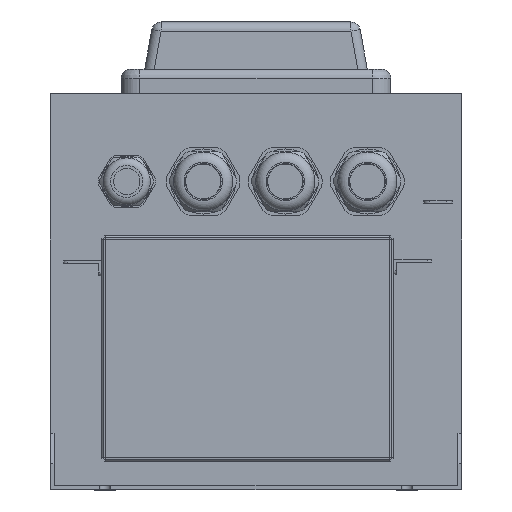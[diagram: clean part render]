
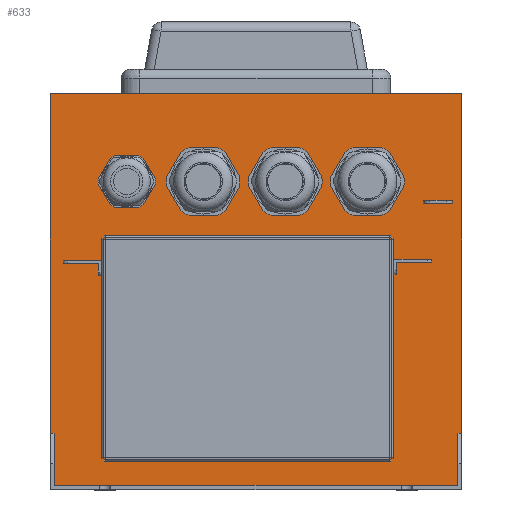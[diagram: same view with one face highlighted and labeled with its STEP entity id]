
A CAD part, front view. The second image highlights one B-rep face of the part: STEP entity #633.
In plain terms, the highlighted planar face has unit normal (0, -1, 0).
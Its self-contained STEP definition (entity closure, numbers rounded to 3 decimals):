
#633=ADVANCED_FACE('',(#4643,#4645,#4647,#4649),#4651,.T.);
#4643=FACE_BOUND('',#4644,.T.);
#4644=EDGE_LOOP('',(#18536,#18537,#18538,#18539,#18540,#18541,#18542,#18543));
#4645=FACE_BOUND('',#4646,.T.);
#4646=EDGE_LOOP('',(#18544,#18545,#18546,#18547,#18548,#18549));
#4647=FACE_BOUND('',#4648,.T.);
#4648=EDGE_LOOP('',(#18550,#18551,#18552,#18553,#18554,#18555));
#4649=FACE_BOUND('',#4650,.T.);
#4650=EDGE_LOOP('',(#18556,#18557,#18558,#18559));
#4651=PLANE('',#4652);
#4652=AXIS2_PLACEMENT_3D('',#4653,#4654,#4655);
#4653=CARTESIAN_POINT('',(0.,-254.5,210.));
#4654=DIRECTION('',(0.,-1.,0.));
#4655=DIRECTION('',(0.,0.,-1.));
#18536=ORIENTED_EDGE('',*,*,#23008,.T.);
#18537=ORIENTED_EDGE('',*,*,#23038,.T.);
#18538=ORIENTED_EDGE('',*,*,#23030,.T.);
#18539=ORIENTED_EDGE('',*,*,#23027,.T.);
#18540=ORIENTED_EDGE('',*,*,#23039,.F.);
#18541=ORIENTED_EDGE('',*,*,#23040,.F.);
#18542=ORIENTED_EDGE('',*,*,#23035,.F.);
#18543=ORIENTED_EDGE('',*,*,#23007,.T.);
#18544=ORIENTED_EDGE('',*,*,#22930,.T.);
#18545=ORIENTED_EDGE('',*,*,#22932,.T.);
#18546=ORIENTED_EDGE('',*,*,#22898,.T.);
#18547=ORIENTED_EDGE('',*,*,#22918,.T.);
#18548=ORIENTED_EDGE('',*,*,#22934,.T.);
#18549=ORIENTED_EDGE('',*,*,#22935,.T.);
#18550=ORIENTED_EDGE('',*,*,#22913,.T.);
#18551=ORIENTED_EDGE('',*,*,#22936,.T.);
#18552=ORIENTED_EDGE('',*,*,#22927,.T.);
#18553=ORIENTED_EDGE('',*,*,#22938,.T.);
#18554=ORIENTED_EDGE('',*,*,#22939,.T.);
#18555=ORIENTED_EDGE('',*,*,#22909,.T.);
#18556=ORIENTED_EDGE('',*,*,#22953,.T.);
#18557=ORIENTED_EDGE('',*,*,#22947,.T.);
#18558=ORIENTED_EDGE('',*,*,#22956,.T.);
#18559=ORIENTED_EDGE('',*,*,#22957,.T.);
#22898=EDGE_CURVE('',#25214,#25212,#25215,.T.);
#22909=EDGE_CURVE('',#25234,#25232,#25235,.T.);
#22913=EDGE_CURVE('',#25232,#25239,#25241,.T.);
#22918=EDGE_CURVE('',#25212,#25247,#25249,.T.);
#22927=EDGE_CURVE('',#25264,#25262,#25265,.T.);
#22930=EDGE_CURVE('',#25269,#25267,#25270,.T.);
#22932=EDGE_CURVE('',#25267,#25214,#25272,.T.);
#22934=EDGE_CURVE('',#25247,#25273,#25275,.T.);
#22935=EDGE_CURVE('',#25273,#25269,#25276,.T.);
#22936=EDGE_CURVE('',#25239,#25264,#25277,.T.);
#22938=EDGE_CURVE('',#25262,#25278,#25280,.T.);
#22939=EDGE_CURVE('',#25278,#25234,#25281,.T.);
#22947=EDGE_CURVE('',#25296,#25294,#25297,.T.);
#22953=EDGE_CURVE('',#25305,#25296,#25306,.T.);
#22956=EDGE_CURVE('',#25294,#25308,#25310,.T.);
#22957=EDGE_CURVE('',#25308,#25305,#25311,.T.);
#23007=EDGE_CURVE('',#25393,#25395,#25397,.T.);
#23008=EDGE_CURVE('',#25395,#25398,#25399,.T.);
#23027=EDGE_CURVE('',#25431,#25429,#25432,.T.);
#23030=EDGE_CURVE('',#25434,#25431,#25436,.T.);
#23035=EDGE_CURVE('',#25393,#25443,#25444,.T.);
#23038=EDGE_CURVE('',#25398,#25434,#25447,.T.);
#23039=EDGE_CURVE('',#25448,#25429,#25449,.T.);
#23040=EDGE_CURVE('',#25443,#25448,#25450,.T.);
#25212=VERTEX_POINT('',#29074);
#25214=VERTEX_POINT('',#29078);
#25215=LINE('',#29079,#29080);
#25232=VERTEX_POINT('',#29118);
#25234=VERTEX_POINT('',#29122);
#25235=LINE('',#29123,#29124);
#25239=VERTEX_POINT('',#29133);
#25241=LINE('',#29137,#29138);
#25247=VERTEX_POINT('',#29153);
#25249=LINE('',#29157,#29158);
#25262=VERTEX_POINT('',#29188);
#25264=VERTEX_POINT('',#29192);
#25265=LINE('',#29193,#29194);
#25267=VERTEX_POINT('',#29199);
#25269=VERTEX_POINT('',#29203);
#25270=LINE('',#29204,#29205);
#25272=LINE('',#29210,#29211);
#25273=VERTEX_POINT('',#29213);
#25275=LINE('',#29217,#29218);
#25276=LINE('',#29220,#29221);
#25277=LINE('',#29223,#29224);
#25278=VERTEX_POINT('',#29226);
#25280=LINE('',#29230,#29231);
#25281=LINE('',#29233,#29234);
#25294=VERTEX_POINT('',#29263);
#25296=VERTEX_POINT('',#29267);
#25297=LINE('',#29268,#29269);
#25305=VERTEX_POINT('',#29289);
#25306=LINE('',#29290,#29291);
#25308=VERTEX_POINT('',#29296);
#25310=LINE('',#29300,#29301);
#25311=LINE('',#29303,#29304);
#25393=VERTEX_POINT('',#29493);
#25395=VERTEX_POINT('',#29497);
#25397=LINE('',#29501,#29502);
#25398=VERTEX_POINT('',#29504);
#25399=LINE('',#29505,#29506);
#25429=VERTEX_POINT('',#29571);
#25431=VERTEX_POINT('',#29575);
#25432=LINE('',#29576,#29577);
#25434=VERTEX_POINT('',#29582);
#25436=LINE('',#29586,#29587);
#25443=VERTEX_POINT('',#29603);
#25444=LINE('',#29604,#29605);
#25447=LINE('',#29613,#29614);
#25448=VERTEX_POINT('',#29616);
#25449=LINE('',#29617,#29618);
#25450=LINE('',#29620,#29621);
#29074=CARTESIAN_POINT('',(-83.5,-254.5,120.));
#29078=CARTESIAN_POINT('',(-83.5,-254.5,113.5));
#29079=CARTESIAN_POINT('',(-83.5,-254.5,113.5));
#29080=VECTOR('',#29081,1.);
#29081=DIRECTION('',(0.,0.,1.));
#29118=CARTESIAN_POINT('',(74.5,-254.5,114.25));
#29122=CARTESIAN_POINT('',(74.5,-254.5,120.75));
#29123=CARTESIAN_POINT('',(74.5,-254.5,120.75));
#29124=VECTOR('',#29125,1.);
#29125=DIRECTION('',(0.,0.,-1.));
#29133=CARTESIAN_POINT('',(73.,-254.5,114.25));
#29137=CARTESIAN_POINT('',(74.5,-254.5,114.25));
#29138=VECTOR('',#29139,1.);
#29139=DIRECTION('',(-1.,0.,0.));
#29153=CARTESIAN_POINT('',(-102.,-254.5,120.));
#29157=CARTESIAN_POINT('',(-83.5,-254.5,120.));
#29158=VECTOR('',#29159,1.);
#29159=DIRECTION('',(-1.,0.,0.));
#29188=CARTESIAN_POINT('',(93.,-254.5,122.25));
#29192=CARTESIAN_POINT('',(73.,-254.5,122.25));
#29193=CARTESIAN_POINT('',(73.,-254.5,122.25));
#29194=VECTOR('',#29195,1.);
#29195=DIRECTION('',(1.,0.,0.));
#29199=CARTESIAN_POINT('',(-82.,-254.5,113.5));
#29203=CARTESIAN_POINT('',(-82.,-254.5,121.5));
#29204=CARTESIAN_POINT('',(-82.,-254.5,121.5));
#29205=VECTOR('',#29206,1.);
#29206=DIRECTION('',(0.,0.,-1.));
#29210=CARTESIAN_POINT('',(-82.,-254.5,113.5));
#29211=VECTOR('',#29212,1.);
#29212=DIRECTION('',(-1.,0.,0.));
#29213=CARTESIAN_POINT('',(-102.,-254.5,121.5));
#29217=CARTESIAN_POINT('',(-102.,-254.5,120.));
#29218=VECTOR('',#29219,1.);
#29219=DIRECTION('',(0.,0.,1.));
#29220=CARTESIAN_POINT('',(-102.,-254.5,121.5));
#29221=VECTOR('',#29222,1.);
#29222=DIRECTION('',(1.,0.,0.));
#29223=CARTESIAN_POINT('',(73.,-254.5,114.25));
#29224=VECTOR('',#29225,1.);
#29225=DIRECTION('',(0.,0.,1.));
#29226=CARTESIAN_POINT('',(93.,-254.5,120.75));
#29230=CARTESIAN_POINT('',(93.,-254.5,122.25));
#29231=VECTOR('',#29232,1.);
#29232=DIRECTION('',(0.,0.,-1.));
#29233=CARTESIAN_POINT('',(93.,-254.5,120.75));
#29234=VECTOR('',#29235,1.);
#29235=DIRECTION('',(-1.,0.,0.));
#29263=CARTESIAN_POINT('',(104.,-254.5,153.5));
#29267=CARTESIAN_POINT('',(89.,-254.5,153.5));
#29268=CARTESIAN_POINT('',(89.,-254.5,153.5));
#29269=VECTOR('',#29270,1.);
#29270=DIRECTION('',(1.,0.,0.));
#29289=CARTESIAN_POINT('',(89.,-254.5,152.));
#29290=CARTESIAN_POINT('',(89.,-254.5,152.));
#29291=VECTOR('',#29292,1.);
#29292=DIRECTION('',(0.,0.,1.));
#29296=CARTESIAN_POINT('',(104.,-254.5,152.));
#29300=CARTESIAN_POINT('',(104.,-254.5,153.5));
#29301=VECTOR('',#29302,1.);
#29302=DIRECTION('',(0.,0.,-1.));
#29303=CARTESIAN_POINT('',(104.,-254.5,152.));
#29304=VECTOR('',#29305,1.);
#29305=DIRECTION('',(-1.,0.,0.));
#29493=CARTESIAN_POINT('',(-109.,-254.5,30.));
#29497=CARTESIAN_POINT('',(-107.,-254.5,30.));
#29501=CARTESIAN_POINT('',(-109.,-254.5,30.));
#29502=VECTOR('',#29503,1.);
#29503=DIRECTION('',(1.,0.,0.));
#29504=CARTESIAN_POINT('',(-107.,-254.5,2.5));
#29505=CARTESIAN_POINT('',(-107.,-254.5,30.));
#29506=VECTOR('',#29507,1.);
#29507=DIRECTION('',(0.,0.,-1.));
#29571=CARTESIAN_POINT('',(109.,-254.5,30.));
#29575=CARTESIAN_POINT('',(107.,-254.5,30.));
#29576=CARTESIAN_POINT('',(107.,-254.5,30.));
#29577=VECTOR('',#29578,1.);
#29578=DIRECTION('',(1.,0.,0.));
#29582=CARTESIAN_POINT('',(107.,-254.5,2.5));
#29586=CARTESIAN_POINT('',(107.,-254.5,2.5));
#29587=VECTOR('',#29588,1.);
#29588=DIRECTION('',(0.,0.,1.));
#29603=CARTESIAN_POINT('',(-109.,-254.5,210.));
#29604=CARTESIAN_POINT('',(-109.,-254.5,30.));
#29605=VECTOR('',#29606,1.);
#29606=DIRECTION('',(0.,0.,1.));
#29613=CARTESIAN_POINT('',(-107.,-254.5,2.5));
#29614=VECTOR('',#29615,1.);
#29615=DIRECTION('',(1.,0.,0.));
#29616=CARTESIAN_POINT('',(109.,-254.5,210.));
#29617=CARTESIAN_POINT('',(109.,-254.5,210.));
#29618=VECTOR('',#29619,1.);
#29619=DIRECTION('',(0.,0.,-1.));
#29620=CARTESIAN_POINT('',(-109.,-254.5,210.));
#29621=VECTOR('',#29622,1.);
#29622=DIRECTION('',(1.,0.,0.));
